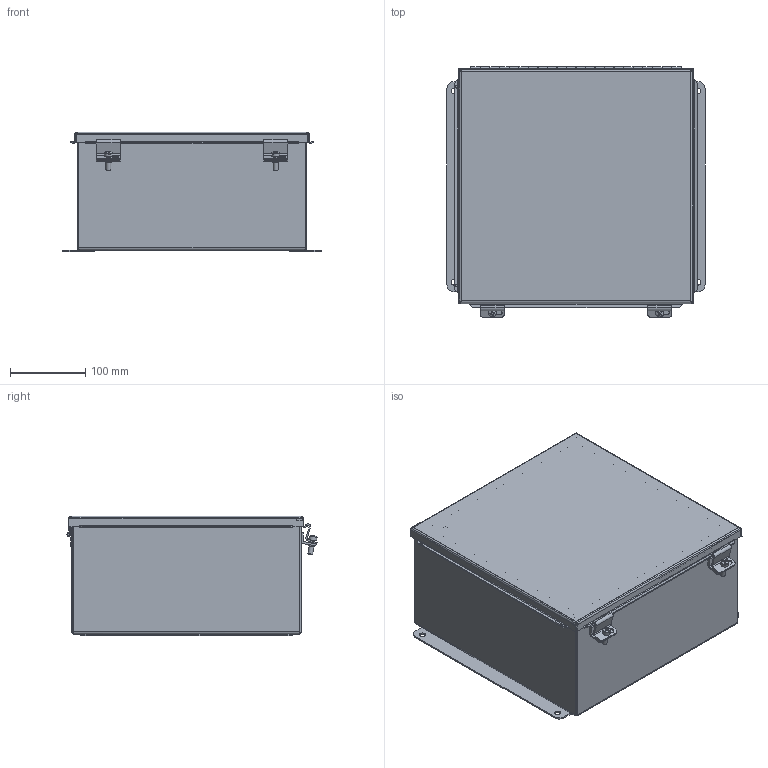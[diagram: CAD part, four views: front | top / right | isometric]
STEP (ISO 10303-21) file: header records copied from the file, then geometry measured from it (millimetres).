
FILE_DESCRIPTION(/* description */ ('NEMA4,JIC,CS,CH,12X12X6'),/* implementation_level */ '2;1');
FILE_NAME(/* name */ 'BN4121206CH.stp',/* time_stamp */ '2021-10-23T16:15:41-05:00',/* author */ ('samuelbadillo'),/* organization */ (''),/* preprocessor_version */ 'ST-DEVELOPER v18',/* originating_system */ 'Autodesk Inventor 2020',/* authorisation */ '');
FILE_SCHEMA (('AUTOMOTIVE_DESIGN { 1 0 10303 214 3 1 1 }'));
Length unit declared in the file: inch
Products named in the file (14): BN4121206CH; B_1212CH_LID; 316167; 38811; 3499; 3485; 328123; 328123LH; 328123P; 328123TH; C1001; C2002; 372134; B_121206_BKP
Assembly tree (21 placements, depth 3):
  BN4121206CH
    B_1212CH_LID
    316167  x2
    38811
    3499  x4
    C1001  x2
    C2002  x2
    3485  x2
    328123
      328123LH
      328123P
      328123TH
    372134  x2
    B_121206_BKP
Bounding box: 342.9 x 332.37 x 158.98 mm (x, y, z)
Volume: 760124.3 mm3; surface area: 944608.1 mm2
Topology: 20 solids, 20 shells, 513 faces, 1293 edges, 829 vertices
Faces by surface type: plane 327, cylinder 131, bspline 46, sphere 4, cone 3, torus 2
Full cylindrical faces by diameter (mm): 2.54 x1, 2.957 x22, 3.556 x2, 3.962 x4, 4.826 x1, 4.978 x2, 6.35 x3, 7.62 x4, 7.874 x4, 8.738 x2, 10.402 x2, 15.875 x4
Entity records: 13770 total; most frequent: CARTESIAN_POINT 3169, ORIENTED_EDGE 2038, DIRECTION 1956, EDGE_CURVE 1019, LINE 750, VECTOR 750, VERTEX_POINT 643, AXIS2_PLACEMENT_3D 603
